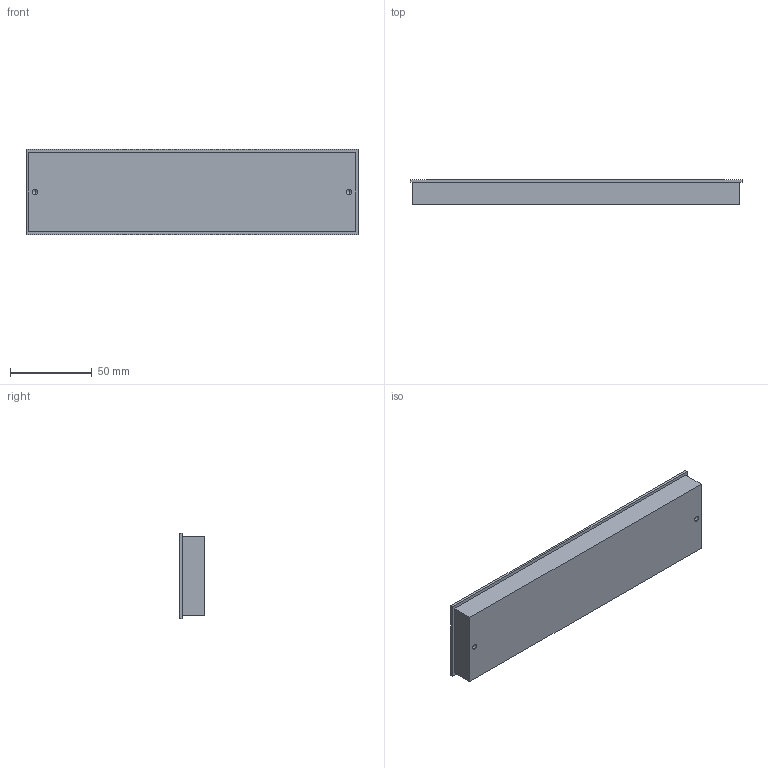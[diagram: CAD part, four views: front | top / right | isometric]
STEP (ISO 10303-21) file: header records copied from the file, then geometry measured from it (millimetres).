
FILE_DESCRIPTION (( 'STEP AP214' ), '1' );
FILE_NAME ('F002761,F002763,F002765_3D.step', '2022-07-07T08:10:46', ( '' ), ( '' ), 'SwSTEP 2.0', 'SolidWorks 2020', '' );
FILE_SCHEMA (( 'AUTOMOTIVE_DESIGN' ));
Length unit declared in the file: millimetre
Products named in the file (1): F002761,F002763,F002765_3D
Bounding box: 203 x 15 x 52 mm (x, y, z)
Volume: 34895.8 mm3; surface area: 40848.8 mm2
Topology: 1 solids, 1 shells, 27 faces, 65 edges, 40 vertices
Faces by surface type: plane 19, cylinder 4, cone 4
Entity records: 825 total; most frequent: CARTESIAN_POINT 129, DIRECTION 125, ORIENTED_EDGE 122, EDGE_CURVE 61, VECTOR 53, LINE 53, VERTEX_POINT 40, AXIS2_PLACEMENT_3D 36
